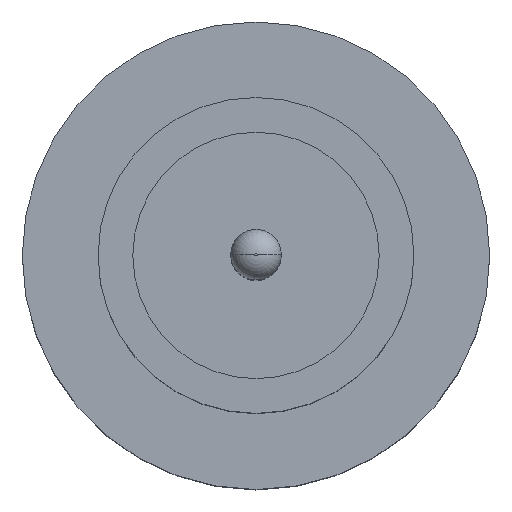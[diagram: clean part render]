
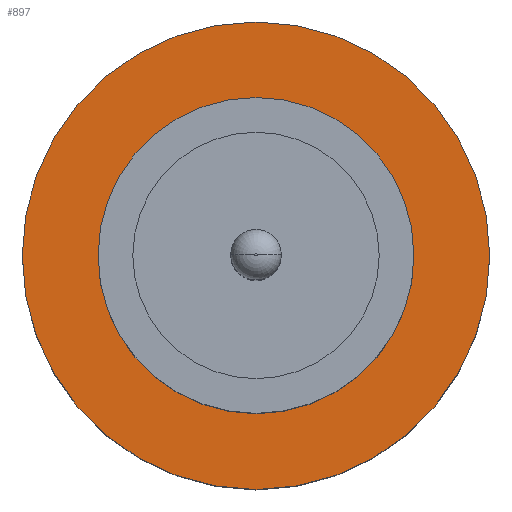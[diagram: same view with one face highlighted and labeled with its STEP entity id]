
A CAD part, top view. The second image highlights one B-rep face of the part: STEP entity #897.
In plain terms, the highlighted planar face has unit normal (0, 0, 1).
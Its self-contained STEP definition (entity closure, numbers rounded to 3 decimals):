
#2 = CIRCLE ( 'NONE', #248, 1.25 ) ;
#58 = AXIS2_PLACEMENT_3D ( 'NONE', #92, #716, #650 ) ;
#92 = CARTESIAN_POINT ( 'NONE',  ( 0., 0., 1.55 ) ) ;
#99 = ORIENTED_EDGE ( 'NONE', *, *, #684, .T. ) ;
#102 = DIRECTION ( 'NONE',  ( 0., 0., 1. ) ) ;
#105 = CIRCLE ( 'NONE', #653, 1.25 ) ;
#150 = CARTESIAN_POINT ( 'NONE',  ( -1.85, 0., 1.55 ) ) ;
#188 = PLANE ( 'NONE',  #527 ) ;
#248 = AXIS2_PLACEMENT_3D ( 'NONE', #729, #379, #523 ) ;
#289 = DIRECTION ( 'NONE',  ( 1., 0., 0. ) ) ;
#309 = AXIS2_PLACEMENT_3D ( 'NONE', #492, #834, #289 ) ;
#357 = VERTEX_POINT ( 'NONE', #803 ) ;
#378 = ORIENTED_EDGE ( 'NONE', *, *, #839, .F. ) ;
#379 = DIRECTION ( 'NONE',  ( 0., 0., 1. ) ) ;
#427 = CARTESIAN_POINT ( 'NONE',  ( -1.25, 0., 1.55 ) ) ;
#437 = CIRCLE ( 'NONE', #58, 1.85 ) ;
#443 = FACE_OUTER_BOUND ( 'NONE', #790, .T. ) ;
#492 = CARTESIAN_POINT ( 'NONE',  ( 0., 0., 1.55 ) ) ;
#495 = EDGE_CURVE ( 'NONE', #536, #674, #837, .T. ) ;
#513 = CARTESIAN_POINT ( 'NONE',  ( 0., 0., 1.55 ) ) ;
#523 = DIRECTION ( 'NONE',  ( 1., 0., 0. ) ) ;
#525 = ORIENTED_EDGE ( 'NONE', *, *, #495, .T. ) ;
#527 = AXIS2_PLACEMENT_3D ( 'NONE', #741, #597, #880 ) ;
#536 = VERTEX_POINT ( 'NONE', #150 ) ;
#552 = VERTEX_POINT ( 'NONE', #427 ) ;
#575 = ORIENTED_EDGE ( 'NONE', *, *, #776, .F. ) ;
#597 = DIRECTION ( 'NONE',  ( 0., 0., 1. ) ) ;
#619 = EDGE_LOOP ( 'NONE', ( #575, #378 ) ) ;
#650 = DIRECTION ( 'NONE',  ( 1., 0., 0. ) ) ;
#653 = AXIS2_PLACEMENT_3D ( 'NONE', #513, #102, #732 ) ;
#674 = VERTEX_POINT ( 'NONE', #782 ) ;
#684 = EDGE_CURVE ( 'NONE', #674, #536, #437, .T. ) ;
#716 = DIRECTION ( 'NONE',  ( 0., 0., 1. ) ) ;
#729 = CARTESIAN_POINT ( 'NONE',  ( 0., 0., 1.55 ) ) ;
#732 = DIRECTION ( 'NONE',  ( 1., 0., 0. ) ) ;
#741 = CARTESIAN_POINT ( 'NONE',  ( 0., 0., 1.55 ) ) ;
#776 = EDGE_CURVE ( 'NONE', #357, #552, #2, .T. ) ;
#782 = CARTESIAN_POINT ( 'NONE',  ( 1.85, 0., 1.55 ) ) ;
#790 = EDGE_LOOP ( 'NONE', ( #525, #99 ) ) ;
#803 = CARTESIAN_POINT ( 'NONE',  ( 1.25, 0., 1.55 ) ) ;
#811 = FACE_BOUND ( 'NONE', #619, .T. ) ;
#834 = DIRECTION ( 'NONE',  ( 0., 0., 1. ) ) ;
#837 = CIRCLE ( 'NONE', #309, 1.85 ) ;
#839 = EDGE_CURVE ( 'NONE', #552, #357, #105, .T. ) ;
#880 = DIRECTION ( 'NONE',  ( 1., 0., 0. ) ) ;
#897 = ADVANCED_FACE ( 'NONE', ( #811, #443 ), #188, .T. ) ;
